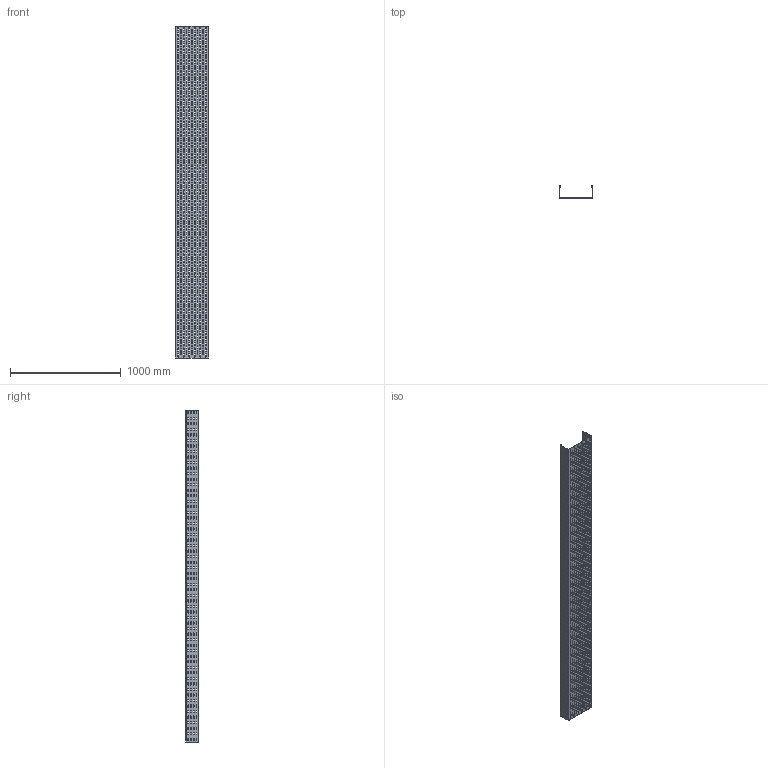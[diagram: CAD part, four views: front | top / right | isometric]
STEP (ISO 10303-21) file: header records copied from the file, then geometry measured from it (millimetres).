
FILE_DESCRIPTION (( 'STEP AP214' ), '1' );
FILE_NAME ('6061656.stp', '2018-05-07T12:16:32', ( '' ), ( '' ), 'SwSTEP 2.0', 'SolidWorks 2016', '' );
FILE_SCHEMA (( 'AUTOMOTIVE_DESIGN' ));
Length unit declared in the file: millimetre
Products named in the file (1): 6061656
Bounding box: 300 x 111 x 3000 mm (x, y, z)
Volume: 2153962.9 mm3; surface area: 2987873.4 mm2
Topology: 1 solids, 1 shells, 5231 faces, 15671 edges, 10442 vertices
Faces by surface type: cylinder 2931, plane 2300
Entity records: 182873 total; most frequent: DIRECTION 31997, CARTESIAN_POINT 31345, ORIENTED_EDGE 31342, EDGE_CURVE 15671, AXIS2_PLACEMENT_3D 11094, VERTEX_POINT 10442, VECTOR 9809, LINE 9809
